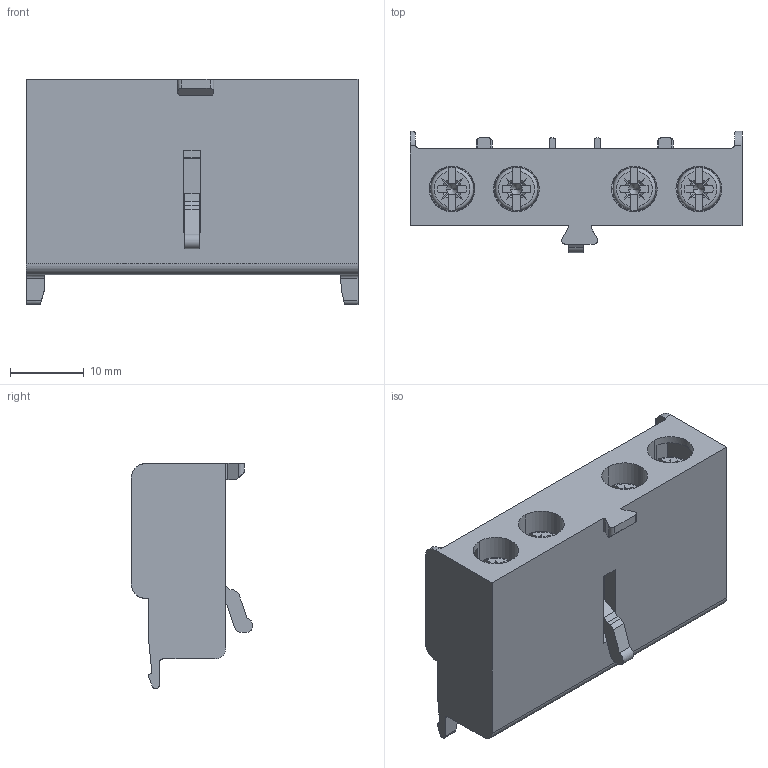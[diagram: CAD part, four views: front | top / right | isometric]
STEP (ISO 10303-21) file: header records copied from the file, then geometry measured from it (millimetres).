
FILE_DESCRIPTION(('FreeCAD Model'),'2;1');
FILE_NAME('3D-KT5-PE1-11.step', '2020-05-04T07:43:08',('Author'),(''), 'Open CASCADE STEP processor 7.2','FreeCAD','Unknown');
FILE_SCHEMA(('AUTOMOTIVE_DESIGN { 1 0 10303 214 1 1 1 1 }'));
Length unit declared in the file: millimetre
Products named in the file (8): 10004706812_ASM; 10004706810; 10004706811; SOLID003; SHELL003; 10004706811001; 10004706811002; 10004706811003
Assembly tree (13 placements, depth 3):
  10004706812_ASM
    10004706810
    10004706811
      SOLID003
      SHELL003
    10004706811001
      SOLID003
      SHELL003
    10004706811002
      SOLID003
      SHELL003
    10004706811003
      SOLID003
      SHELL003
Bounding box: 45 x 16.44 x 30.5 mm (x, y, z)
Volume: 11362.7 mm3; surface area: 7521.4 mm2
Topology: 5 solids, 9 shells, 537 faces, 1519 edges, 992 vertices
Faces by surface type: plane 356, cylinder 109, cone 56, torus 16
Entity records: 26760 total; most frequent: CARTESIAN_POINT 6872, DIRECTION 3284, LINE 2307, VECTOR 2307, ORIENTED_EDGE 1836, PCURVE 1836, DEFINITIONAL_REPRESENTATION 1836, EDGE_CURVE 919
